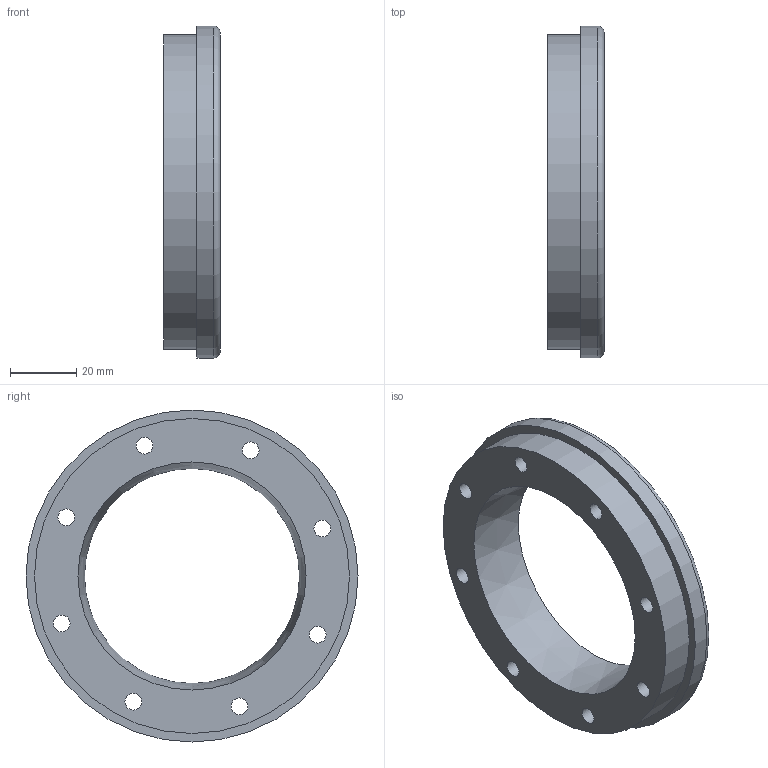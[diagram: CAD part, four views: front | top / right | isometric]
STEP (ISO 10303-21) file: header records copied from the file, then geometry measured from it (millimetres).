
FILE_DESCRIPTION(/* description */ ('STEP AP242','CAx-IF Rec.Pracs.---Representation and Presentation of Product Manufacturing Information (PMI)---4.0---2014-10-13','CAx-IF Rec.Pracs.---3D Tessellated Geometry---0.4---2014-09-14','2;1'),/* implementation_level */ '2;1');
FILE_NAME(/* name */ '67e4a38f81834f5444d7e2f1',/* time_stamp */ '2025-03-27T01:02:07Z',/* author */ (''),/* organization */ (''),/* preprocessor_version */ 'ST-DEVELOPER v20',/* originating_system */ 'ONSHAPE BY PTC INC, 1.195',/* authorisation */ ' ');
FILE_SCHEMA (('AP242_MANAGED_MODEL_BASED_3D_ENGINEERING_MIM_LF { 1 0 10303 442 1 1 4 }'));
Length unit declared in the file: metre
Products named in the file (1): Retention Inner
Bounding box: 17 x 100.55 x 100.55 mm (x, y, z)
Volume: 62907.7 mm3; surface area: 19495.5 mm2
Topology: 1 solids, 1 shells, 31 faces, 67 edges, 47 vertices
Faces by surface type: cylinder 18, plane 11, torus 1, cone 1
Full cylindrical faces by diameter (mm): 5.105 x8, 7.938 x8, 95.4 x1, 100.547 x1
Entity records: 762 total; most frequent: DIRECTION 142, CARTESIAN_POINT 110, ORIENTED_EDGE 78, EDGE_LOOP 78, FACE_BOUND 78, AXIS2_PLACEMENT_3D 71, EDGE_CURVE 39, VERTEX_POINT 39
